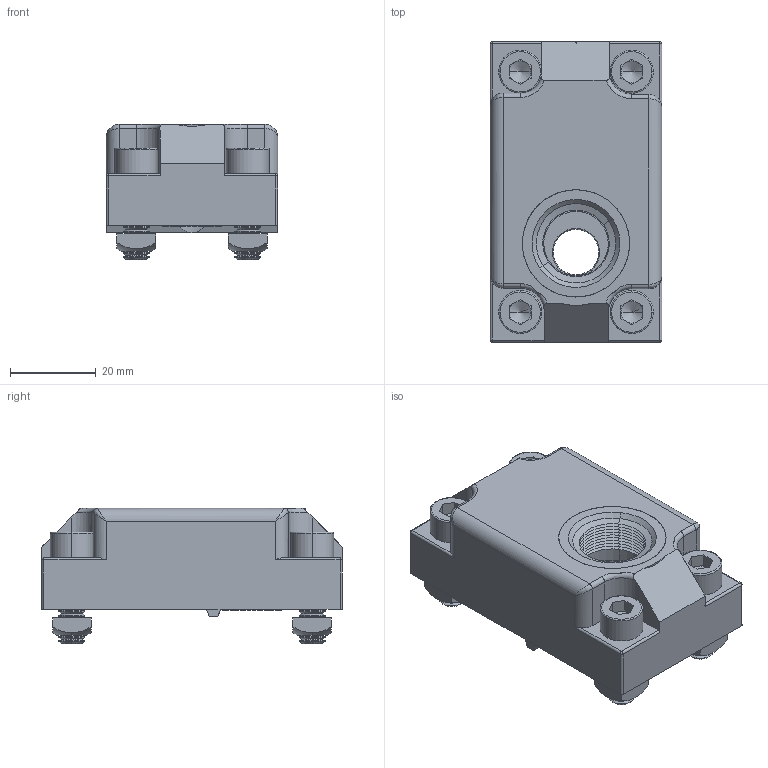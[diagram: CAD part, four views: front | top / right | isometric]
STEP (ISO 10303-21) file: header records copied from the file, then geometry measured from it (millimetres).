
FILE_DESCRIPTION (( 'STEP AP214' ), '1' );
FILE_NAME ('SIC-M231.016.012.STEP', '2019-02-19T12:55:15', ( '' ), ( '' ), 'SwSTEP 2.0', 'SolidWorks 2018', '' );
FILE_SCHEMA (( 'AUTOMOTIVE_DESIGN' ));
Length unit declared in the file: millimetre
Products named in the file (1): SIC-M231.016.012
Bounding box: 40 x 70 x 31.5 mm (x, y, z)
Volume: 51439.9 mm3; surface area: 23803.3 mm2
Topology: 11 solids, 11 shells, 781 faces, 1960 edges, 1201 vertices
Faces by surface type: cone 340, cylinder 239, plane 162, torus 24, sphere 12, bspline 4
Entity records: 32945 total; most frequent: CARTESIAN_POINT 4812, DIRECTION 4519, ORIENTED_EDGE 3888, EDGE_CURVE 1944, AXIS2_PLACEMENT_3D 1830, VERTEX_POINT 1201, CIRCLE 1052, LINE 859
